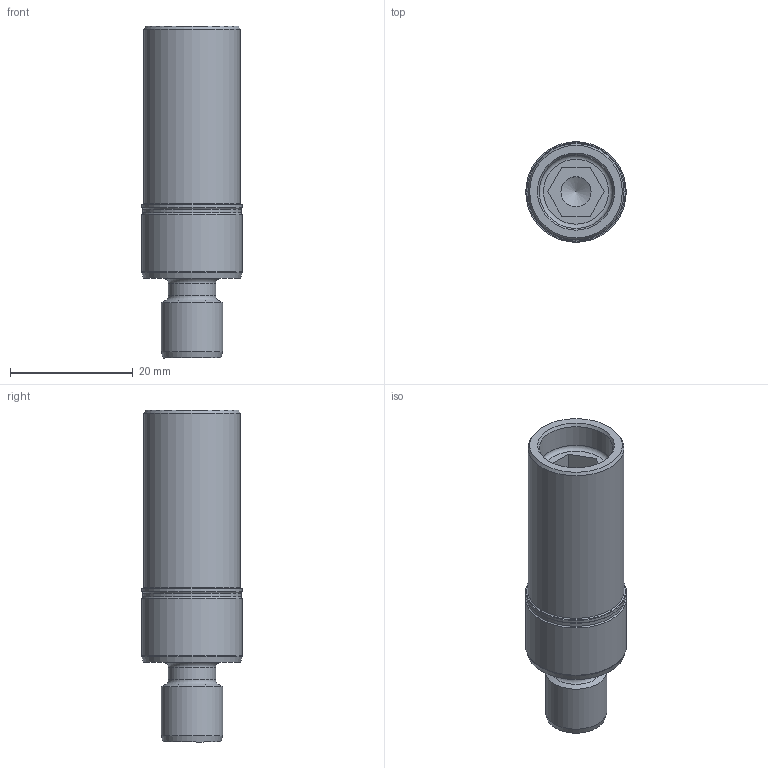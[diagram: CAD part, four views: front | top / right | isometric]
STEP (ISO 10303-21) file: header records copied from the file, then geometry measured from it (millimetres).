
FILE_DESCRIPTION(('STEP AP214'),'1');
FILE_NAME('FV_Kernbolzen_Pos. 90.stp','2023-08-01T13:38:36',(' '),(' '),'Spatial InterOp 3D',' ',' ');
FILE_SCHEMA(('AUTOMOTIVE_DESIGN { 1 0 10303 214 1 1 1 1 }'));
Length unit declared in the file: millimetre
Products named in the file (1): 1684914105
Bounding box: 16.4 x 16.4 x 54.2 mm (x, y, z)
Volume: 7936.2 mm3; surface area: 3434.7 mm2
Topology: 1 solids, 1 shells, 33 faces, 68 edges, 41 vertices
Faces by surface type: plane 12, cylinder 8, torus 7, cone 6
Full cylindrical faces by diameter (mm): 4.917 x1, 7.7 x1, 10 x1, 12 x1, 15.7 x1, 16 x1, 16.4 x2
Entity records: 1230 total; most frequent: DIRECTION 136, CARTESIAN_POINT 115, ORIENTED_EDGE 86, STYLED_ITEM 77, PRESENTATION_STYLE_ASSIGNMENT 77, COLOUR_RGB 77, AXIS2_PLACEMENT_3D 59, EDGE_LOOP 58
